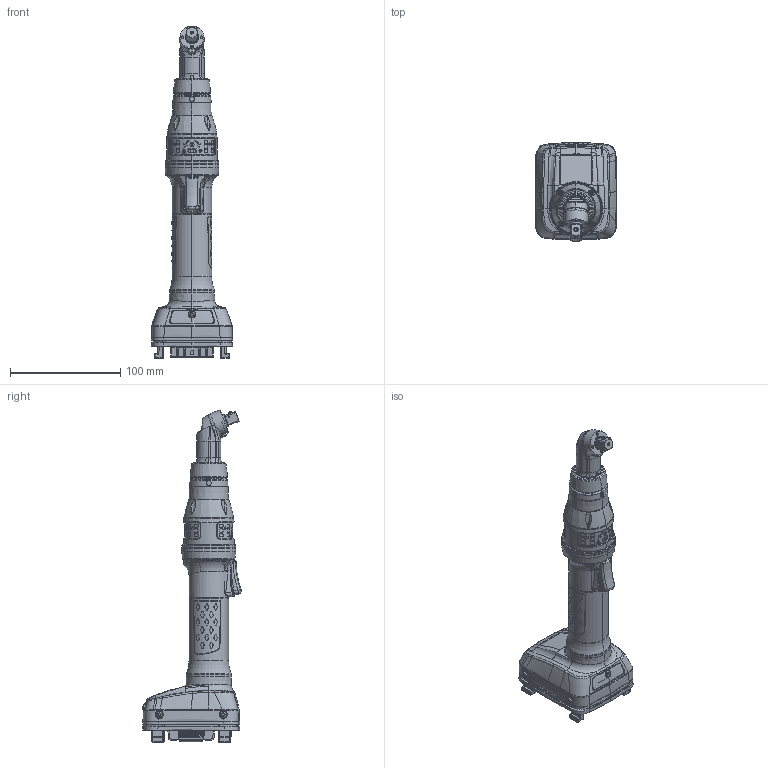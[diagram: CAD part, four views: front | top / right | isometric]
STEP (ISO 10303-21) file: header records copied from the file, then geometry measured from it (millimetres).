
FILE_DESCRIPTION((''),'2;1');
FILE_NAME('EXT_COMP_SW0004','2022-03-22T19:45:11',('INEVDh'),(''),'CREO PARAMETRIC BY PTC INC, 2020281','CREO PARAMETRIC BY PTC INC, 2020281','');
FILE_SCHEMA(('CONFIG_CONTROL_DESIGN'));
Products named in the file (1): EXT_COMP_SW0004
Bounding box: 74.45 x 89.94 x 301.81 mm (x, y, z)
Volume: 474639.5 mm3; surface area: 74114.2 mm2
Topology: 6 solids, 8 shells, 5720 faces, 14478 edges, 8990 vertices
Faces by surface type: bspline 1744, plane 1412, cylinder 1257, extrusion 861, torus 157, cone 150, sphere 135, revolution 4
Entity records: 299236 total; most frequent: CARTESIAN_POINT 178734, ORIENTED_EDGE 28932, DIRECTION 18147, EDGE_CURVE 14466, VERTEX_POINT 8990, B_SPLINE_CURVE_WITH_KNOTS 7172, VECTOR 6119, AXIS2_PLACEMENT_3D 6012
